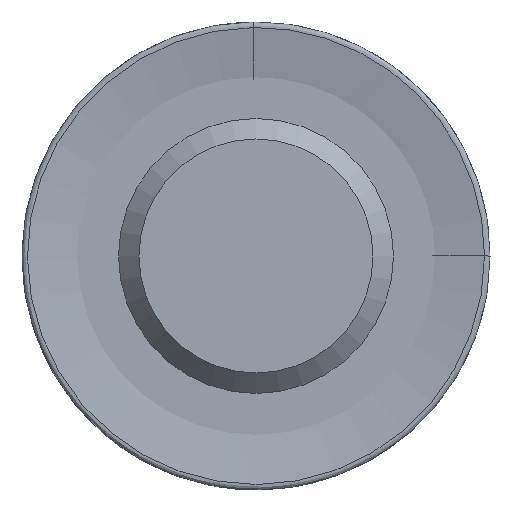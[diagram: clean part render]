
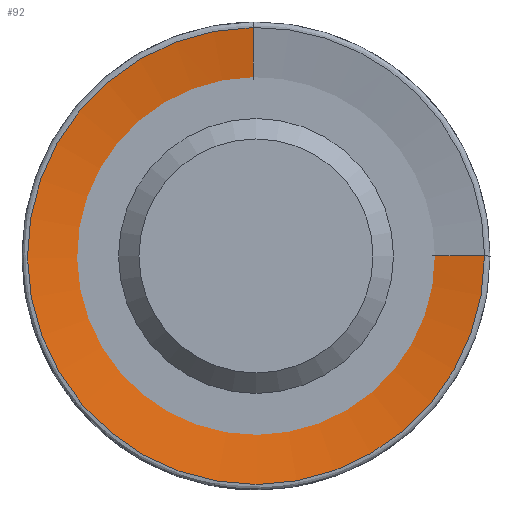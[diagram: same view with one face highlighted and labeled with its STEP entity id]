
A CAD part, left-side view. The second image highlights one B-rep face of the part: STEP entity #92.
In plain terms, the highlighted free-form (B-spline) face has degree [1, 3] with [2, 7] control points.
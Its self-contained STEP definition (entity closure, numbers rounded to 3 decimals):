
#92=ADVANCED_FACE('',(#159),#131,.F.);
#131=(
BOUNDED_SURFACE()
B_SPLINE_SURFACE(1,3,((#845,#846,#847,#848,#849,#850,#851),(#852,#853,#854,
#855,#856,#857,#858)),.UNSPECIFIED.,.F.,.F.,.F.)
B_SPLINE_SURFACE_WITH_KNOTS((2,2),(4,3,4),(0.,1.),(0.,0.5,1.),
 .UNSPECIFIED.)
GEOMETRIC_REPRESENTATION_ITEM()
RATIONAL_B_SPLINE_SURFACE(((1.,0.59,0.59,1.,0.59,
0.59,1.),(1.,0.59,0.59,1.,0.59,
0.59,1.)))
REPRESENTATION_ITEM('')
SURFACE()
);
#159=FACE_OUTER_BOUND('',#189,.T.);
#189=EDGE_LOOP('',(#272,#273,#274,#275));
#236=LINE('',#827,#248);
#237=LINE('',#832,#249);
#248=VECTOR('',#662,1.);
#249=VECTOR('',#665,1.);
#272=ORIENTED_EDGE('',*,*,#464,.F.);
#273=ORIENTED_EDGE('',*,*,#462,.F.);
#274=ORIENTED_EDGE('',*,*,#465,.T.);
#275=ORIENTED_EDGE('',*,*,#460,.F.);
#412=VERTEX_POINT('',#828);
#413=VERTEX_POINT('',#829);
#414=VERTEX_POINT('',#831);
#415=VERTEX_POINT('',#833);
#460=EDGE_CURVE('',#412,#413,#236,.T.);
#462=EDGE_CURVE('',#414,#415,#237,.T.);
#464=EDGE_CURVE('',#415,#412,#534,.T.);
#465=EDGE_CURVE('',#414,#413,#535,.T.);
#534=CIRCLE('',#589,39.063);
#535=CIRCLE('',#590,27.962);
#589=AXIS2_PLACEMENT_3D('',#843,#668,#669);
#590=AXIS2_PLACEMENT_3D('',#844,#670,#671);
#662=DIRECTION('',(0.173,-0.001,-0.985));
#665=DIRECTION('',(-0.173,-0.985,-0.011));
#668=DIRECTION('',(1.,0.,0.));
#669=DIRECTION('',(0.,-1.,0.));
#670=DIRECTION('',(1.,0.,0.));
#671=DIRECTION('',(0.,-1.,0.005));
#827=CARTESIAN_POINT('',(1.958,0.485,27.958));
#828=CARTESIAN_POINT('',(0.012,0.495,39.06));
#829=CARTESIAN_POINT('',(1.958,0.485,27.958));
#831=CARTESIAN_POINT('',(1.958,-27.962,0.142));
#832=CARTESIAN_POINT('',(1.958,-27.962,0.142));
#833=CARTESIAN_POINT('',(0.012,-39.063,0.016));
#843=CARTESIAN_POINT('',(0.012,0.,0.));
#844=CARTESIAN_POINT('',(1.958,0.,0.));
#845=CARTESIAN_POINT('',(1.958,-27.962,0.142));
#846=CARTESIAN_POINT('',(1.958,-28.11,-28.994));
#847=CARTESIAN_POINT('',(1.958,-1.283,-40.363));
#848=CARTESIAN_POINT('',(1.958,19.55,-19.993));
#849=CARTESIAN_POINT('',(1.958,40.382,0.378));
#850=CARTESIAN_POINT('',(1.958,29.617,27.453));
#851=CARTESIAN_POINT('',(1.958,0.485,27.958));
#852=CARTESIAN_POINT('',(0.012,-39.063,0.016));
#853=CARTESIAN_POINT('',(0.012,-39.08,-40.688));
#854=CARTESIAN_POINT('',(0.012,-1.529,-56.395));
#855=CARTESIAN_POINT('',(0.012,27.44,-27.802));
#856=CARTESIAN_POINT('',(0.012,56.41,0.791));
#857=CARTESIAN_POINT('',(0.012,41.195,38.544));
#858=CARTESIAN_POINT('',(0.012,0.495,39.06));
